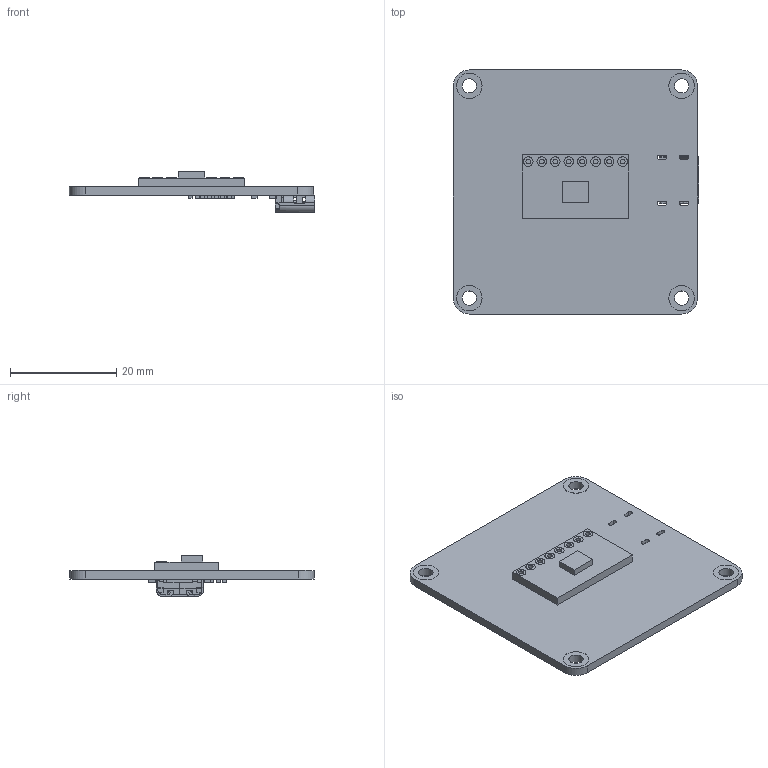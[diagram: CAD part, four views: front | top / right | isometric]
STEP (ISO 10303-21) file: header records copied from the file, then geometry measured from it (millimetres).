
FILE_DESCRIPTION(/* description */ (''),/* implementation_level */ '2;1');
FILE_NAME(/* name */ 'vb-imu-bno055-asm-cad.stp',/* time_stamp */ '2025-01-19T19:01:52+03:00',/* author */ ('Home'),/* organization */ (''),/* preprocessor_version */ 'ST-DEVELOPER v18.1',/* originating_system */ 'Autodesk Inventor 2022',/* authorisation */ '');
FILE_SCHEMA (('AUTOMOTIVE_DESIGN { 1 0 10303 214 3 1 1 }'));
Length unit declared in the file: millimetre
Products named in the file (4): vb-imu-bno055-asm.ipt; USB_C_ReceptacleH; vb-imu-bno055; bno055-gy-sensor
Assembly tree (3 placements, depth 2):
  vb-imu-bno055-asm.ipt
    USB_C_ReceptacleH
    vb-imu-bno055
    bno055-gy-sensor
Bounding box: 46.2 x 46 x 7.66 mm (x, y, z)
Volume: 3873.1 mm3; surface area: 5749.1 mm2
Topology: 38 solids, 38 shells, 820 faces, 1978 edges, 1266 vertices
Faces by surface type: plane 632, cylinder 180, cone 8
Full cylindrical faces by diameter (mm): 0.5 x2, 0.9 x8, 1.8 x16, 2.7 x4, 4.8 x8
Entity records: 24693 total; most frequent: CARTESIAN_POINT 4175, DIRECTION 4002, ORIENTED_EDGE 3956, EDGE_CURVE 1978, LINE 1584, VECTOR 1584, VERTEX_POINT 1266, AXIS2_PLACEMENT_3D 1209
